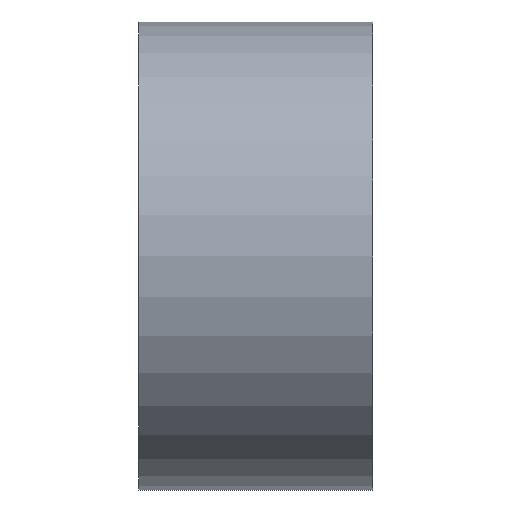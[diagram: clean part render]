
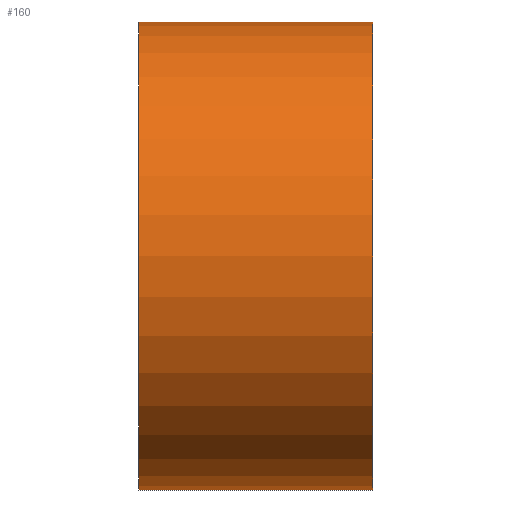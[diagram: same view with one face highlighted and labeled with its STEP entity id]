
A CAD part, front view. The second image highlights one B-rep face of the part: STEP entity #160.
In plain terms, the highlighted cylindrical face has radius 7 mm (diameter 14 mm), a partial arc.
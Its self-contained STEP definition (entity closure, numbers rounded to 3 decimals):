
#36 = ORIENTED_EDGE ( 'NONE', *, *, #2120, .T. ) ;
#112 = CARTESIAN_POINT ( 'NONE',  ( 3.5, 0., -7. ) ) ;
#160 = ADVANCED_FACE ( 'NONE', ( #2379 ), #815, .T. ) ;
#172 = ORIENTED_EDGE ( 'NONE', *, *, #1592, .F. ) ;
#251 = CARTESIAN_POINT ( 'NONE',  ( -3.5, 0., 0. ) ) ;
#413 = DIRECTION ( 'NONE',  ( -1., 0., 0. ) ) ;
#566 = AXIS2_PLACEMENT_3D ( 'NONE', #1778, #2132, #2528 ) ;
#616 = DIRECTION ( 'NONE',  ( 0., 0., 1. ) ) ;
#639 = DIRECTION ( 'NONE',  ( 1., 0., 0. ) ) ;
#669 = VERTEX_POINT ( 'NONE', #2460 ) ;
#815 = CYLINDRICAL_SURFACE ( 'NONE', #1497, 7. ) ;
#817 = AXIS2_PLACEMENT_3D ( 'NONE', #251, #639, #872 ) ;
#865 = CARTESIAN_POINT ( 'NONE',  ( 3.5, 0., -7. ) ) ;
#872 = DIRECTION ( 'NONE',  ( 0., 0., -1. ) ) ;
#1028 = VECTOR ( 'NONE', #2068, 1000. ) ;
#1031 = DIRECTION ( 'NONE',  ( -1., 0., 0. ) ) ;
#1053 = EDGE_CURVE ( 'NONE', #1815, #1421, #2515, .T. ) ;
#1062 = CIRCLE ( 'NONE', #817, 7. ) ;
#1187 = VERTEX_POINT ( 'NONE', #2191 ) ;
#1413 = ORIENTED_EDGE ( 'NONE', *, *, #2229, .T. ) ;
#1421 = VERTEX_POINT ( 'NONE', #865 ) ;
#1443 = VECTOR ( 'NONE', #1031, 1000. ) ;
#1497 = AXIS2_PLACEMENT_3D ( 'NONE', #2391, #413, #616 ) ;
#1564 = CARTESIAN_POINT ( 'NONE',  ( 3.5, 0., 7. ) ) ;
#1592 = EDGE_CURVE ( 'NONE', #1421, #1187, #1885, .T. ) ;
#1621 = EDGE_LOOP ( 'NONE', ( #172, #1829, #1413, #36 ) ) ;
#1778 = CARTESIAN_POINT ( 'NONE',  ( 3.5, 0., 0. ) ) ;
#1815 = VERTEX_POINT ( 'NONE', #1564 ) ;
#1829 = ORIENTED_EDGE ( 'NONE', *, *, #1053, .F. ) ;
#1885 = LINE ( 'NONE', #112, #1028 ) ;
#2050 = CARTESIAN_POINT ( 'NONE',  ( 3.5, 0., 7. ) ) ;
#2068 = DIRECTION ( 'NONE',  ( -1., 0., 0. ) ) ;
#2075 = LINE ( 'NONE', #2050, #1443 ) ;
#2120 = EDGE_CURVE ( 'NONE', #669, #1187, #1062, .T. ) ;
#2132 = DIRECTION ( 'NONE',  ( 1., 0., 0. ) ) ;
#2191 = CARTESIAN_POINT ( 'NONE',  ( -3.5, 0., -7. ) ) ;
#2229 = EDGE_CURVE ( 'NONE', #1815, #669, #2075, .T. ) ;
#2379 = FACE_OUTER_BOUND ( 'NONE', #1621, .T. ) ;
#2391 = CARTESIAN_POINT ( 'NONE',  ( 3.5, 0., 0. ) ) ;
#2460 = CARTESIAN_POINT ( 'NONE',  ( -3.5, 0., 7. ) ) ;
#2515 = CIRCLE ( 'NONE', #566, 7. ) ;
#2528 = DIRECTION ( 'NONE',  ( 0., 0., -1. ) ) ;
